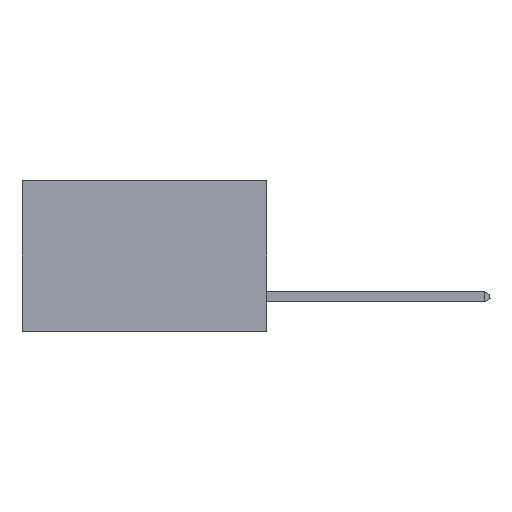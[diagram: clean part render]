
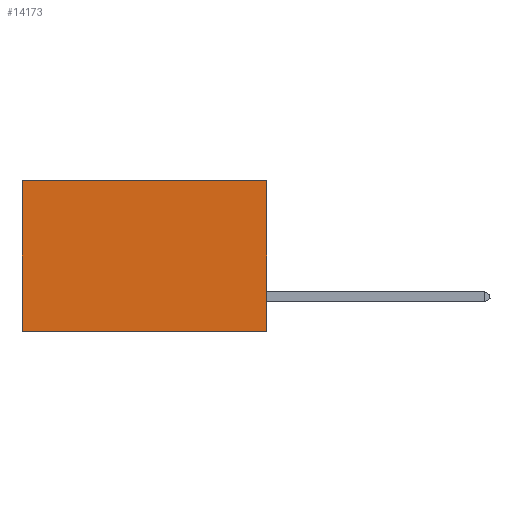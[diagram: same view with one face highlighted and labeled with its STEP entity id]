
A CAD part, left-side view. The second image highlights one B-rep face of the part: STEP entity #14173.
In plain terms, the highlighted planar face has unit normal (-1, 0, 0).
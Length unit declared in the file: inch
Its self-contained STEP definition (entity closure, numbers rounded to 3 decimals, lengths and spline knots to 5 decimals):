
#997 = LINE ( 'NONE', #13462, #1553 ) ;
#1553 = VECTOR ( 'NONE', #2740, 39.37008 ) ;
#2740 = DIRECTION ( 'NONE',  ( 0., 1., 0. ) ) ;
#2931 = DIRECTION ( 'NONE',  ( 0., 0., -1. ) ) ;
#2968 = CARTESIAN_POINT ( 'NONE',  ( 0.2875, 0.6, 0. ) ) ;
#3997 = VERTEX_POINT ( 'NONE', #15179 ) ;
#4101 = CARTESIAN_POINT ( 'NONE',  ( 0.2875, 0.6, -0.37 ) ) ;
#4718 = DIRECTION ( 'NONE',  ( 0., 0., -1. ) ) ;
#5027 = FACE_OUTER_BOUND ( 'NONE', #16484, .T. ) ;
#5659 = VERTEX_POINT ( 'NONE', #20892 ) ;
#5971 = DIRECTION ( 'NONE',  ( 0., 1., 0. ) ) ;
#6235 = CARTESIAN_POINT ( 'NONE',  ( 0.2875, 0., 0. ) ) ;
#6311 = PLANE ( 'NONE',  #22431 ) ;
#6804 = VECTOR ( 'NONE', #4718, 39.37008 ) ;
#7143 = ORIENTED_EDGE ( 'NONE', *, *, #9178, .T. ) ;
#8022 = LINE ( 'NONE', #13572, #9131 ) ;
#9131 = VECTOR ( 'NONE', #18739, 39.37008 ) ;
#9178 = EDGE_CURVE ( 'NONE', #3997, #12183, #21051, .T. ) ;
#9693 = EDGE_CURVE ( 'NONE', #21757, #3997, #997, .T. ) ;
#10580 = LINE ( 'NONE', #11162, #17673 ) ;
#11162 = CARTESIAN_POINT ( 'NONE',  ( 0.2875, 0., -0.37 ) ) ;
#11763 = ORIENTED_EDGE ( 'NONE', *, *, #9693, .T. ) ;
#11903 = EDGE_CURVE ( 'NONE', #5659, #12183, #10580, .T. ) ;
#12183 = VERTEX_POINT ( 'NONE', #4101 ) ;
#13462 = CARTESIAN_POINT ( 'NONE',  ( 0.2875, 0., 0. ) ) ;
#13493 = DIRECTION ( 'NONE',  ( 1., 0., 0. ) ) ;
#13572 = CARTESIAN_POINT ( 'NONE',  ( 0.2875, 0., 0. ) ) ;
#14173 = ADVANCED_FACE ( 'NONE', ( #5027 ), #6311, .F. ) ;
#14755 = EDGE_CURVE ( 'NONE', #21757, #5659, #8022, .T. ) ;
#15179 = CARTESIAN_POINT ( 'NONE',  ( 0.2875, 0.6, 0. ) ) ;
#16270 = ORIENTED_EDGE ( 'NONE', *, *, #11903, .F. ) ;
#16484 = EDGE_LOOP ( 'NONE', ( #7143, #16270, #22714, #11763 ) ) ;
#17673 = VECTOR ( 'NONE', #5971, 39.37008 ) ;
#18739 = DIRECTION ( 'NONE',  ( 0., 0., -1. ) ) ;
#20892 = CARTESIAN_POINT ( 'NONE',  ( 0.2875, 0., -0.37 ) ) ;
#21051 = LINE ( 'NONE', #2968, #6804 ) ;
#21706 = CARTESIAN_POINT ( 'NONE',  ( 0.2875, 0., 0. ) ) ;
#21757 = VERTEX_POINT ( 'NONE', #21706 ) ;
#22431 = AXIS2_PLACEMENT_3D ( 'NONE', #6235, #13493, #2931 ) ;
#22714 = ORIENTED_EDGE ( 'NONE', *, *, #14755, .F. ) ;
